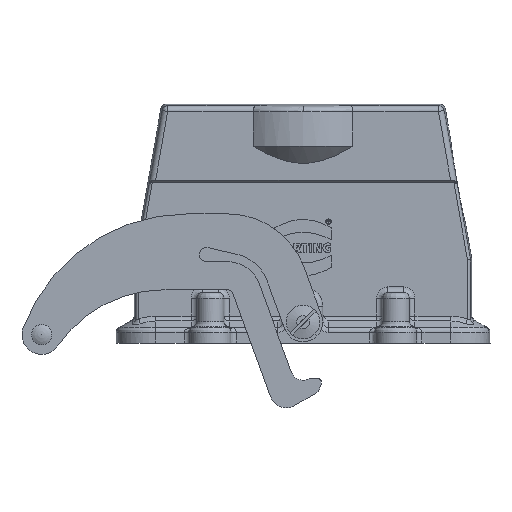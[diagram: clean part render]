
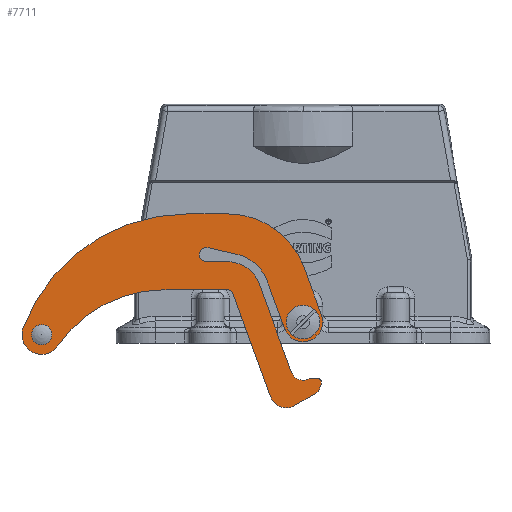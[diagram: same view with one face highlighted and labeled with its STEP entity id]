
A CAD part, front view. The second image highlights one B-rep face of the part: STEP entity #7711.
In plain terms, the highlighted planar face has unit normal (0, -1, 0).
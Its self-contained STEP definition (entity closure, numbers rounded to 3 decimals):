
#5145=PLANE('',#17005);
#6081=LINE('',#20818,#6890);
#6085=LINE('',#20830,#6894);
#6090=LINE('',#20848,#6899);
#6094=LINE('',#20860,#6903);
#6098=LINE('',#20872,#6907);
#6102=LINE('',#20884,#6911);
#6106=LINE('',#20896,#6915);
#6110=LINE('',#20908,#6919);
#6116=LINE('',#20932,#6925);
#6120=LINE('',#20944,#6929);
#6123=LINE('',#20953,#6932);
#6890=VECTOR('',#18046,1.);
#6894=VECTOR('',#18058,1.);
#6899=VECTOR('',#18077,1.);
#6903=VECTOR('',#18089,1.);
#6907=VECTOR('',#18101,1.);
#6911=VECTOR('',#18113,1.);
#6915=VECTOR('',#18125,1.);
#6919=VECTOR('',#18137,1.);
#6925=VECTOR('',#18163,1.);
#6929=VECTOR('',#18175,1.);
#6932=VECTOR('',#18186,1.);
#7711=ADVANCED_FACE('',(#8625,#8626),#5145,.T.);
#8625=FACE_BOUND('',#8781,.T.);
#8626=FACE_BOUND('',#8782,.T.);
#8781=EDGE_LOOP('',(#9761));
#8782=EDGE_LOOP('',(#9762,#9763,#9764,#9765,#9766,#9767,#9768,#9769,#9770,
#9771,#9772,#9773,#9774,#9775,#9776,#9777,#9778,#9779,#9780,#9781,#9782,
#9783,#9784,#9785,#9786));
#9761=ORIENTED_EDGE('',*,*,#14109,.F.);
#9762=ORIENTED_EDGE('',*,*,#14036,.T.);
#9763=ORIENTED_EDGE('',*,*,#14040,.T.);
#9764=ORIENTED_EDGE('',*,*,#14043,.T.);
#9765=ORIENTED_EDGE('',*,*,#14046,.T.);
#9766=ORIENTED_EDGE('',*,*,#14049,.T.);
#9767=ORIENTED_EDGE('',*,*,#14052,.T.);
#9768=ORIENTED_EDGE('',*,*,#14055,.T.);
#9769=ORIENTED_EDGE('',*,*,#14058,.T.);
#9770=ORIENTED_EDGE('',*,*,#14061,.T.);
#9771=ORIENTED_EDGE('',*,*,#14064,.T.);
#9772=ORIENTED_EDGE('',*,*,#14067,.T.);
#9773=ORIENTED_EDGE('',*,*,#14070,.T.);
#9774=ORIENTED_EDGE('',*,*,#14073,.T.);
#9775=ORIENTED_EDGE('',*,*,#14076,.T.);
#9776=ORIENTED_EDGE('',*,*,#14079,.T.);
#9777=ORIENTED_EDGE('',*,*,#14082,.T.);
#9778=ORIENTED_EDGE('',*,*,#14085,.T.);
#9779=ORIENTED_EDGE('',*,*,#14088,.T.);
#9780=ORIENTED_EDGE('',*,*,#14091,.T.);
#9781=ORIENTED_EDGE('',*,*,#14094,.T.);
#9782=ORIENTED_EDGE('',*,*,#14097,.T.);
#9783=ORIENTED_EDGE('',*,*,#14100,.T.);
#9784=ORIENTED_EDGE('',*,*,#14103,.T.);
#9785=ORIENTED_EDGE('',*,*,#14106,.T.);
#9786=ORIENTED_EDGE('',*,*,#14108,.T.);
#12977=VERTEX_POINT('',#20809);
#12978=VERTEX_POINT('',#20811);
#12980=VERTEX_POINT('',#20817);
#12982=VERTEX_POINT('',#20823);
#12984=VERTEX_POINT('',#20829);
#12986=VERTEX_POINT('',#20835);
#12988=VERTEX_POINT('',#20841);
#12990=VERTEX_POINT('',#20847);
#12992=VERTEX_POINT('',#20853);
#12994=VERTEX_POINT('',#20859);
#12996=VERTEX_POINT('',#20865);
#12998=VERTEX_POINT('',#20871);
#13000=VERTEX_POINT('',#20877);
#13002=VERTEX_POINT('',#20883);
#13004=VERTEX_POINT('',#20889);
#13006=VERTEX_POINT('',#20895);
#13008=VERTEX_POINT('',#20901);
#13010=VERTEX_POINT('',#20907);
#13012=VERTEX_POINT('',#20913);
#13014=VERTEX_POINT('',#20919);
#13016=VERTEX_POINT('',#20925);
#13018=VERTEX_POINT('',#20931);
#13020=VERTEX_POINT('',#20937);
#13022=VERTEX_POINT('',#20943);
#13024=VERTEX_POINT('',#20949);
#13025=VERTEX_POINT('',#20956);
#14036=EDGE_CURVE('',#12978,#12977,#15696,.T.);
#14040=EDGE_CURVE('',#12977,#12980,#6081,.T.);
#14043=EDGE_CURVE('',#12980,#12982,#15698,.T.);
#14046=EDGE_CURVE('',#12982,#12984,#6085,.T.);
#14049=EDGE_CURVE('',#12984,#12986,#15700,.T.);
#14052=EDGE_CURVE('',#12986,#12988,#15702,.T.);
#14055=EDGE_CURVE('',#12988,#12990,#6090,.T.);
#14058=EDGE_CURVE('',#12990,#12992,#15704,.T.);
#14061=EDGE_CURVE('',#12992,#12994,#6094,.T.);
#14064=EDGE_CURVE('',#12994,#12996,#15706,.T.);
#14067=EDGE_CURVE('',#12996,#12998,#6098,.T.);
#14070=EDGE_CURVE('',#12998,#13000,#15708,.T.);
#14073=EDGE_CURVE('',#13000,#13002,#6102,.T.);
#14076=EDGE_CURVE('',#13002,#13004,#15710,.T.);
#14079=EDGE_CURVE('',#13004,#13006,#6106,.T.);
#14082=EDGE_CURVE('',#13006,#13008,#15712,.T.);
#14085=EDGE_CURVE('',#13008,#13010,#6110,.T.);
#14088=EDGE_CURVE('',#13010,#13012,#15714,.T.);
#14091=EDGE_CURVE('',#13012,#13014,#15716,.T.);
#14094=EDGE_CURVE('',#13014,#13016,#15718,.T.);
#14097=EDGE_CURVE('',#13016,#13018,#6116,.T.);
#14100=EDGE_CURVE('',#13018,#13020,#15720,.T.);
#14103=EDGE_CURVE('',#13020,#13022,#6120,.T.);
#14106=EDGE_CURVE('',#13022,#13024,#15722,.T.);
#14108=EDGE_CURVE('',#13024,#12978,#6123,.T.);
#14109=EDGE_CURVE('',#13025,#13025,#15723,.T.);
#15696=CIRCLE('',#16952,5.);
#15698=CIRCLE('',#16956,1.);
#15700=CIRCLE('',#16960,3.);
#15702=CIRCLE('',#16963,4.425);
#15704=CIRCLE('',#16967,12.);
#15706=CIRCLE('',#16971,2.5);
#15708=CIRCLE('',#16975,15.);
#15710=CIRCLE('',#16979,7.);
#15712=CIRCLE('',#16983,29.);
#15714=CIRCLE('',#16987,62.42);
#15716=CIRCLE('',#16990,7.);
#15718=CIRCLE('',#16993,45.665);
#15720=CIRCLE('',#16997,2.);
#15722=CIRCLE('',#17001,6.);
#15723=CIRCLE('',#17004,3.6);
#16952=AXIS2_PLACEMENT_3D('',#20810,#18039,#18040);
#16956=AXIS2_PLACEMENT_3D('',#20824,#18052,#18053);
#16960=AXIS2_PLACEMENT_3D('',#20836,#18064,#18065);
#16963=AXIS2_PLACEMENT_3D('',#20842,#18071,#18072);
#16967=AXIS2_PLACEMENT_3D('',#20854,#18083,#18084);
#16971=AXIS2_PLACEMENT_3D('',#20866,#18095,#18096);
#16975=AXIS2_PLACEMENT_3D('',#20878,#18107,#18108);
#16979=AXIS2_PLACEMENT_3D('',#20890,#18119,#18120);
#16983=AXIS2_PLACEMENT_3D('',#20902,#18131,#18132);
#16987=AXIS2_PLACEMENT_3D('',#20914,#18143,#18144);
#16990=AXIS2_PLACEMENT_3D('',#20920,#18150,#18151);
#16993=AXIS2_PLACEMENT_3D('',#20926,#18157,#18158);
#16997=AXIS2_PLACEMENT_3D('',#20938,#18169,#18170);
#17001=AXIS2_PLACEMENT_3D('',#20950,#18181,#18182);
#17004=AXIS2_PLACEMENT_3D('',#20955,#18189,#18190);
#17005=AXIS2_PLACEMENT_3D('',#20957,#18191,#18192);
#18039=DIRECTION('',(0.,-1.,0.));
#18040=DIRECTION('',(1.,0.,0.));
#18046=DIRECTION('',(0.,0.,1.));
#18052=DIRECTION('',(0.,-1.,0.));
#18053=DIRECTION('',(0.,0.,1.));
#18058=DIRECTION('',(-1.,0.,0.));
#18064=DIRECTION('',(0.,-1.,0.));
#18065=DIRECTION('',(-0.394,0.,0.919));
#18071=DIRECTION('',(0.,1.,0.));
#18072=DIRECTION('',(-0.94,0.,-0.342));
#18077=DIRECTION('',(-0.342,0.,0.94));
#18083=DIRECTION('',(0.,-1.,0.));
#18084=DIRECTION('',(0.,0.,1.));
#18089=DIRECTION('',(-1.,0.,0.));
#18095=DIRECTION('',(0.,1.,0.));
#18096=DIRECTION('',(0.22,0.,0.976));
#18101=DIRECTION('',(0.976,0.,-0.22));
#18107=DIRECTION('',(0.,1.,0.));
#18108=DIRECTION('',(0.94,0.,0.342));
#18113=DIRECTION('',(0.342,0.,-0.94));
#18119=DIRECTION('',(0.,-1.,0.));
#18120=DIRECTION('',(-0.94,0.,-0.342));
#18125=DIRECTION('',(-0.342,0.,0.94));
#18131=DIRECTION('',(0.,-1.,0.));
#18132=DIRECTION('',(0.94,0.,0.342));
#18137=DIRECTION('',(-1.,0.,0.));
#18143=DIRECTION('',(0.,-1.,0.));
#18144=DIRECTION('',(0.,0.,1.));
#18150=DIRECTION('',(0.,-1.,0.));
#18151=DIRECTION('',(-0.937,0.,0.35));
#18157=DIRECTION('',(0.,1.,0.));
#18158=DIRECTION('',(0.,0.,1.));
#18163=DIRECTION('',(1.,0.,0.));
#18169=DIRECTION('',(0.,1.,0.));
#18170=DIRECTION('',(0.94,0.,0.342));
#18175=DIRECTION('',(0.342,0.,-0.94));
#18181=DIRECTION('',(0.,-1.,0.));
#18182=DIRECTION('',(0.5,0.,-0.866));
#18186=DIRECTION('',(0.866,0.,0.5));
#18189=DIRECTION('',(0.,-1.,0.));
#18190=DIRECTION('',(1.,0.,0.));
#18191=DIRECTION('',(0.,-1.,0.));
#18192=DIRECTION('',(1.,0.,0.));
#20809=CARTESIAN_POINT('',(6.5,-30.,-25.012));
#20810=CARTESIAN_POINT('',(1.5,-30.,-25.012));
#20811=CARTESIAN_POINT('',(4.,-30.,-29.342));
#20817=CARTESIAN_POINT('',(6.5,-30.,-24.825));
#20818=CARTESIAN_POINT('',(6.5,-30.,-25.012));
#20823=CARTESIAN_POINT('',(5.5,-30.,-23.825));
#20824=CARTESIAN_POINT('',(5.5,-30.,-24.825));
#20829=CARTESIAN_POINT('',(2.924,-30.,-23.825));
#20830=CARTESIAN_POINT('',(5.5,-30.,-23.825));
#20835=CARTESIAN_POINT('',(1.743,-30.,-24.067));
#20836=CARTESIAN_POINT('',(2.924,-30.,-26.825));
#20841=CARTESIAN_POINT('',(-4.158,-30.,-21.513));
#20842=CARTESIAN_POINT('',(0.,-30.,-20.));
#20847=CARTESIAN_POINT('',(-15.593,-30.,9.904));
#20848=CARTESIAN_POINT('',(-4.158,-30.,-21.513));
#20853=CARTESIAN_POINT('',(-26.87,-30.,17.8));
#20854=CARTESIAN_POINT('',(-26.87,-30.,5.8));
#20859=CARTESIAN_POINT('',(-34.37,-30.,17.8));
#20860=CARTESIAN_POINT('',(-26.87,-30.,17.8));
#20865=CARTESIAN_POINT('',(-33.821,-30.,22.739));
#20866=CARTESIAN_POINT('',(-34.37,-30.,20.3));
#20871=CARTESIAN_POINT('',(-23.577,-30.,20.434));
#20872=CARTESIAN_POINT('',(-33.821,-30.,22.739));
#20877=CARTESIAN_POINT('',(-12.774,-30.,10.93));
#20878=CARTESIAN_POINT('',(-26.87,-30.,5.8));
#20883=CARTESIAN_POINT('',(-6.578,-30.,-6.094));
#20884=CARTESIAN_POINT('',(-12.774,-30.,10.93));
#20889=CARTESIAN_POINT('',(6.578,-30.,-1.306));
#20890=CARTESIAN_POINT('',(0.,-30.,-3.7));
#20895=CARTESIAN_POINT('',(0.381,-30.,15.719));
#20896=CARTESIAN_POINT('',(6.578,-30.,-1.306));
#20901=CARTESIAN_POINT('',(-26.87,-30.,34.8));
#20902=CARTESIAN_POINT('',(-26.87,-30.,5.8));
#20907=CARTESIAN_POINT('',(-41.094,-30.,34.8));
#20908=CARTESIAN_POINT('',(-26.87,-30.,34.8));
#20913=CARTESIAN_POINT('',(-99.556,-30.,-5.747));
#20914=CARTESIAN_POINT('',(-41.094,-30.,-27.62));
#20919=CARTESIAN_POINT('',(-87.216,-30.,-12.143));
#20920=CARTESIAN_POINT('',(-93.,-30.,-8.2));
#20925=CARTESIAN_POINT('',(-49.484,-30.,7.8));
#20926=CARTESIAN_POINT('',(-49.484,-30.,-37.865));
#20931=CARTESIAN_POINT('',(-26.87,-30.,7.8));
#20932=CARTESIAN_POINT('',(-49.484,-30.,7.8));
#20937=CARTESIAN_POINT('',(-24.99,-30.,6.484));
#20938=CARTESIAN_POINT('',(-26.87,-30.,5.8));
#20943=CARTESIAN_POINT('',(-11.626,-30.,-30.233));
#20944=CARTESIAN_POINT('',(-24.99,-30.,6.484));
#20949=CARTESIAN_POINT('',(-2.988,-30.,-33.377));
#20950=CARTESIAN_POINT('',(-5.988,-30.,-28.181));
#20953=CARTESIAN_POINT('',(-2.988,-30.,-33.377));
#20955=CARTESIAN_POINT('',(-92.984,-30.,-8.2));
#20956=CARTESIAN_POINT('',(-89.384,-30.,-8.2));
#20957=CARTESIAN_POINT('',(1.5,-30.,-25.012));
